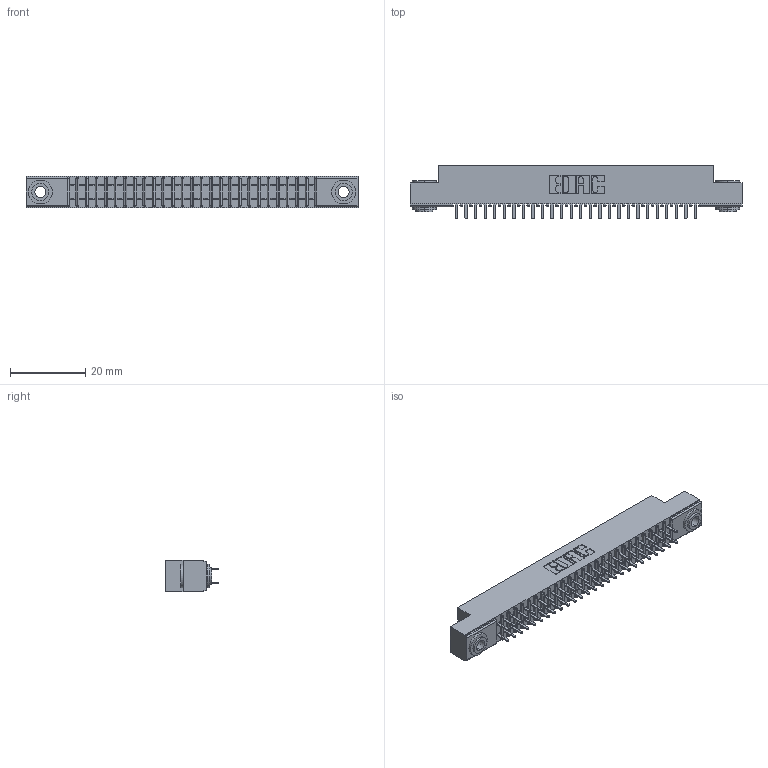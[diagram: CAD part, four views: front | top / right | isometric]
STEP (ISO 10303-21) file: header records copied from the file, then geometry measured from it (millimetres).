
FILE_DESCRIPTION (( 'STEP AP203' ), '1' );
FILE_NAME ('341-052-520-203.STEP', '2018-08-07T13:09:33', ( '' ), ( '' ), 'SwSTEP 2.0', 'SolidWorks 2016', '' );
FILE_SCHEMA (( 'CONFIG_CONTROL_DESIGN' ));
Length unit declared in the file: inch
Products named in the file (4): 341 Part_.156 (3.96) Dia Mounting Holes; 341-292-001_341-292-120; 345-250-002_345-250-002-102; 341-052-520-203
Assembly tree (55 placements, depth 2):
  341-052-520-203
    341 Part_.156 (3.96) Dia Mounting Holes
    341-292-001_341-292-120  x52
    345-250-002_345-250-002-102  x2
Bounding box: 88.27 x 14.27 x 8.38 mm (x, y, z)
Volume: 5017.4 mm3; surface area: 10890.8 mm2
Topology: 55 solids, 55 shells, 3600 faces, 10386 edges, 6726 vertices
Faces by surface type: plane 2172, cylinder 1316, sphere 54, torus 50, cone 8
Entity records: 34662 total; most frequent: CARTESIAN_POINT 5743, ORIENTED_EDGE 5696, DIRECTION 5600, EDGE_CURVE 2848, LINE 2274, VECTOR 2274, VERTEX_POINT 1806, AXIS2_PLACEMENT_3D 1663
